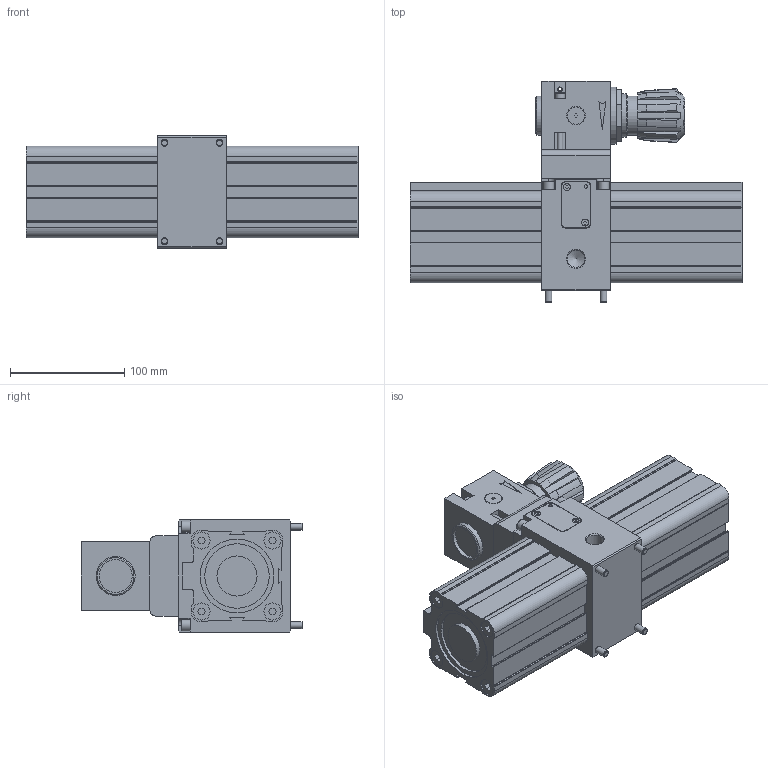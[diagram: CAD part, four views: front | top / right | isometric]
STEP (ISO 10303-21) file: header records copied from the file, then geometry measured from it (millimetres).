
FILE_DESCRIPTION( ( 'STEP AP214' ), ' ' );
FILE_NAME( '9002600.stp', '2017-03-02T09:52:17', ( '' ), ( '' ), ' ', 'PARTsolutions', ' ' );
FILE_SCHEMA( ( 'AUTOMOTIVE_DESIGN { 1 0 10303 214 1 1 1 1 }' ) );
Length unit declared in the file: millimetre
Products named in the file (8): 9002600; _9002300; _63-regulator-unit; _Body 3/8; _Knob 3/8; _Plug 3/8; _Fitting 3/8; HI_Cylinder head screw DIN 912 M5x50
Assembly tree (9 placements, depth 2):
  9002600
    _9002300
    _63-regulator-unit
    _Body 3/8
    _Knob 3/8
    _Plug 3/8
    _Fitting 3/8  x2
    HI_Cylinder head screw DIN 912 M5x50  x2
Bounding box: 290 x 193.4 x 98 mm (x, y, z)
Volume: 2357425.2 mm3; surface area: 202170.4 mm2
Topology: 9 solids, 9 shells, 751 faces, 1830 edges, 1195 vertices
Faces by surface type: plane 488, cylinder 186, cone 65, torus 12
Full cylindrical faces by diameter (mm): 3 x2, 3.242 x2, 4.134 x2, 4.5 x8, 5 x4, 5.5 x2, 6 x8, 8.5 x4, 8.566 x4, 9 x2, 9.728 x2, 10 x4, 14.95 x8, 15 x10, 16 x2, 23.4 x1, 23.5 x1, 25.4 x1, 27.3 x1, 29 x1, 32.5 x1, 34 x1, 34.2 x1, 35 x2, 38 x1, 48 x2, 50 x1, 56.4 x2, 64.5 x2
Entity records: 26032 total; most frequent: CARTESIAN_POINT 3679, DIRECTION 3414, ORIENTED_EDGE 3200, EDGE_CURVE 1600, AXIS2_PLACEMENT_3D 1158, VERTEX_POINT 1131, LINE 1098, VECTOR 1098
